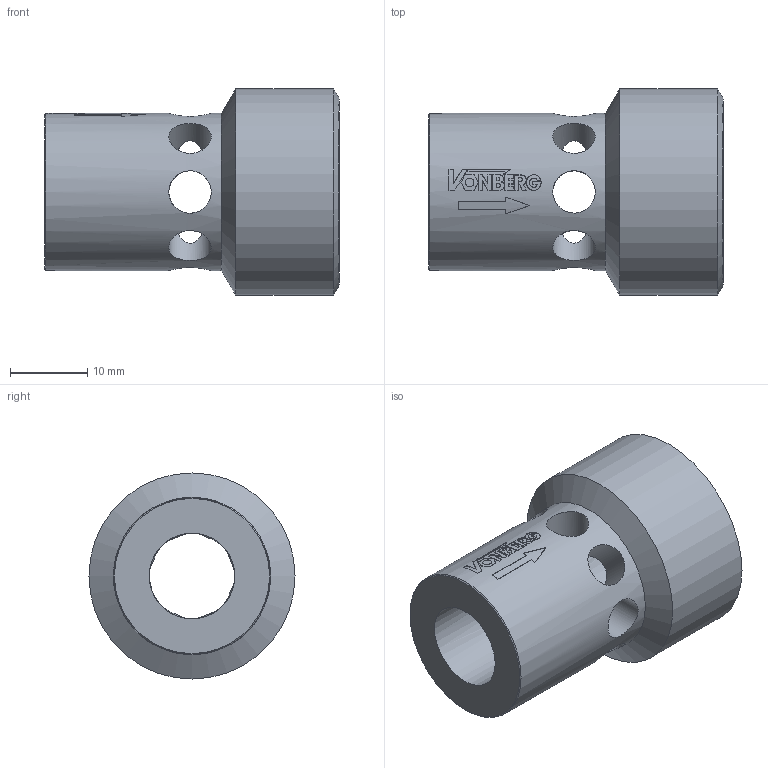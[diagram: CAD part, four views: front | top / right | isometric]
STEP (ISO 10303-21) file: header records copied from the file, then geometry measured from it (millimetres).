
FILE_DESCRIPTION((''),'2;1');
FILE_NAME('8612.stp','2015-02-17T16:33:05',('jml'),(''),'Autodesk Inventor 2010','Autodesk Inventor 2010','');
FILE_SCHEMA(('AUTOMOTIVE_DESIGN { 1 0 10303 214 1 1 1 1 }'));
Length unit declared in the file: inch
Products named in the file (1): 221021
Bounding box: 38.1 x 26.67 x 26.67 mm (x, y, z)
Volume: 11023.5 mm3; surface area: 5068.9 mm2
Topology: 1 solids, 1 shells, 134 faces, 378 edges, 250 vertices
Faces by surface type: plane 69, bspline 32, cylinder 23, cone 10
Full cylindrical faces by diameter (mm): 5.486 x8, 20.32 x1, 26.67 x1
Entity records: 9846 total; most frequent: CARTESIAN_POINT 6703, ORIENTED_EDGE 698, DIRECTION 466, EDGE_CURVE 349, VERTEX_POINT 238, EDGE_LOOP 173, AXIS2_PLACEMENT_3D 156, VECTOR 154
